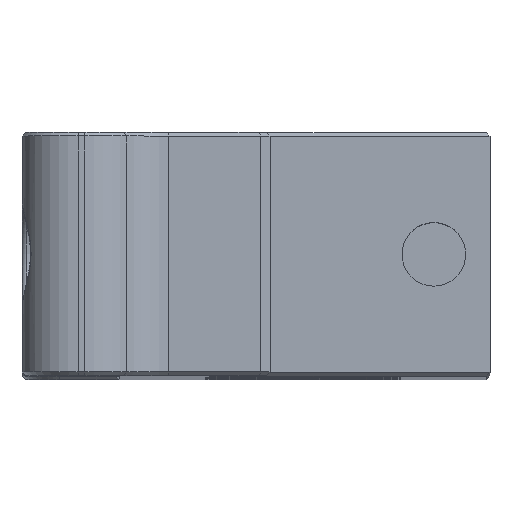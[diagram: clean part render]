
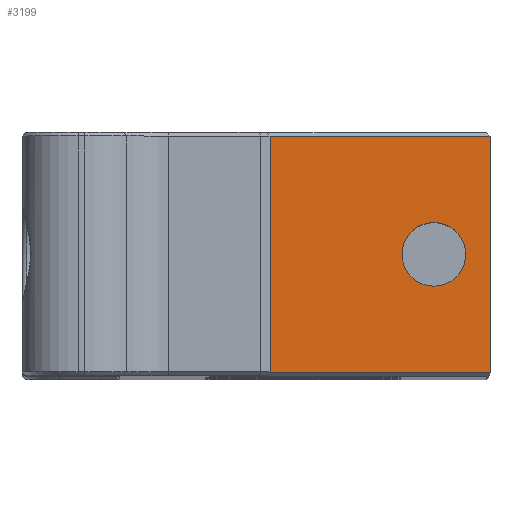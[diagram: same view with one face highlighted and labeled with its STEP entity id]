
A CAD part, top view. The second image highlights one B-rep face of the part: STEP entity #3199.
In plain terms, the highlighted planar face has unit normal (0, 0, 1).
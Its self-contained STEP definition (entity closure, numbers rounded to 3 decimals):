
#40=FACE_BOUND('',#617,.T.);
#209=CIRCLE('',#3543,1.7);
#409=FACE_OUTER_BOUND('',#616,.T.);
#616=EDGE_LOOP('',(#2725,#2726,#2727,#2728));
#617=EDGE_LOOP('',(#2729));
#886=LINE('',#5350,#1202);
#901=LINE('',#5388,#1217);
#938=LINE('',#5478,#1254);
#940=LINE('',#5481,#1256);
#1202=VECTOR('',#4268,10.);
#1217=VECTOR('',#4305,10.);
#1254=VECTOR('',#4412,10.);
#1256=VECTOR('',#4416,10.);
#1526=VERTEX_POINT('',#5344);
#1528=VERTEX_POINT('',#5348);
#1540=VERTEX_POINT('',#5387);
#1558=VERTEX_POINT('',#5477);
#1559=VERTEX_POINT('',#5482);
#1904=EDGE_CURVE('',#1528,#1526,#886,.T.);
#1923=EDGE_CURVE('',#1526,#1540,#901,.T.);
#1969=EDGE_CURVE('',#1558,#1540,#938,.T.);
#1971=EDGE_CURVE('',#1558,#1528,#940,.T.);
#1972=EDGE_CURVE('',#1559,#1559,#209,.T.);
#2725=ORIENTED_EDGE('',*,*,#1923,.F.);
#2726=ORIENTED_EDGE('',*,*,#1904,.F.);
#2727=ORIENTED_EDGE('',*,*,#1971,.F.);
#2728=ORIENTED_EDGE('',*,*,#1969,.T.);
#2729=ORIENTED_EDGE('',*,*,#1972,.T.);
#3028=PLANE('',#3542);
#3199=ADVANCED_FACE('',(#409,#40),#3028,.T.);
#3542=AXIS2_PLACEMENT_3D('',#5480,#4414,#4415);
#3543=AXIS2_PLACEMENT_3D('',#5483,#4417,#4418);
#4268=DIRECTION('',(0.,-1.,0.));
#4305=DIRECTION('',(-1.,0.,0.));
#4412=DIRECTION('',(0.,-1.,0.));
#4414=DIRECTION('center_axis',(0.,0.,1.));
#4415=DIRECTION('ref_axis',(1.,0.,0.));
#4416=DIRECTION('',(1.,0.,0.));
#4417=DIRECTION('center_axis',(0.,0.,-1.));
#4418=DIRECTION('ref_axis',(-1.,0.,0.));
#5344=CARTESIAN_POINT('',(0.,0.2,7.5));
#5348=CARTESIAN_POINT('',(0.,12.8,7.5));
#5350=CARTESIAN_POINT('',(0.,6.5,7.5));
#5387=CARTESIAN_POINT('',(-13.,0.2,7.5));
#5388=CARTESIAN_POINT('',(-20.,0.2,7.5));
#5477=CARTESIAN_POINT('',(-13.,12.8,7.5));
#5478=CARTESIAN_POINT('',(-13.,6.5,7.5));
#5480=CARTESIAN_POINT('Origin',(-30.,0.,7.5));
#5481=CARTESIAN_POINT('',(-20.,12.8,7.5));
#5482=CARTESIAN_POINT('',(-1.3,6.5,7.5));
#5483=CARTESIAN_POINT('Origin',(-3.,6.5,7.5));
